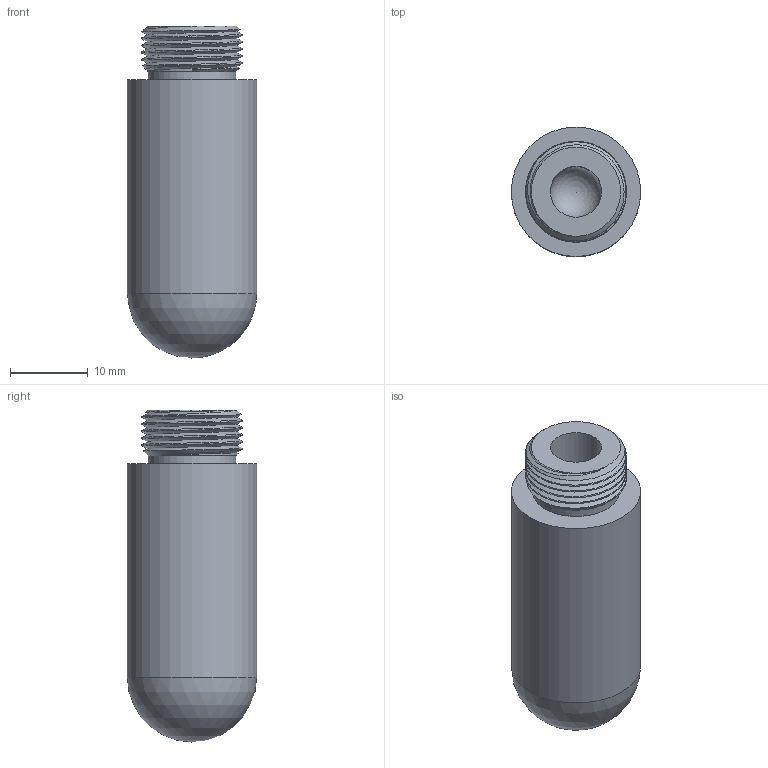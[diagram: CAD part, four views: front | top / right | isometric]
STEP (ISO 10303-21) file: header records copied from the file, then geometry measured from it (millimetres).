
FILE_DESCRIPTION(/* description */ (''),/* implementation_level */ '2;1');
FILE_NAME(/* name */ 'uc_14.stp',/* time_stamp */ '2023-05-08T12:25:25+02:00',/* author */ ('leitheußer'),/* organization */ (''),/* preprocessor_version */ 'ST-DEVELOPER v16.13',/* originating_system */ 'Autodesk Inventor LT',/* authorisation */ '');
FILE_SCHEMA (('AUTOMOTIVE_DESIGN { 1 0 10303 214 3 1 1 }'));
Length unit declared in the file: millimetre
Products named in the file (1): Artikel 49116 BSP 1 4
Bounding box: 16.6 x 16.6 x 42.6 mm (x, y, z)
Volume: 6685.6 mm3; surface area: 3282.6 mm2
Topology: 1 solids, 1 shells, 14 faces, 51 edges, 39 vertices
Faces by surface type: cylinder 4, bspline 3, plane 3, cone 2, sphere 2
Full cylindrical faces by diameter (mm): 6.55 x1, 11.2 x1, 16.6 x1
Entity records: 3947 total; most frequent: CARTESIAN_POINT 3571, ORIENTED_EDGE 82, DIRECTION 43, EDGE_CURVE 41, VERTEX_POINT 35, B_SPLINE_CURVE_WITH_KNOTS 30, EDGE_LOOP 20, AXIS2_PLACEMENT_3D 20
